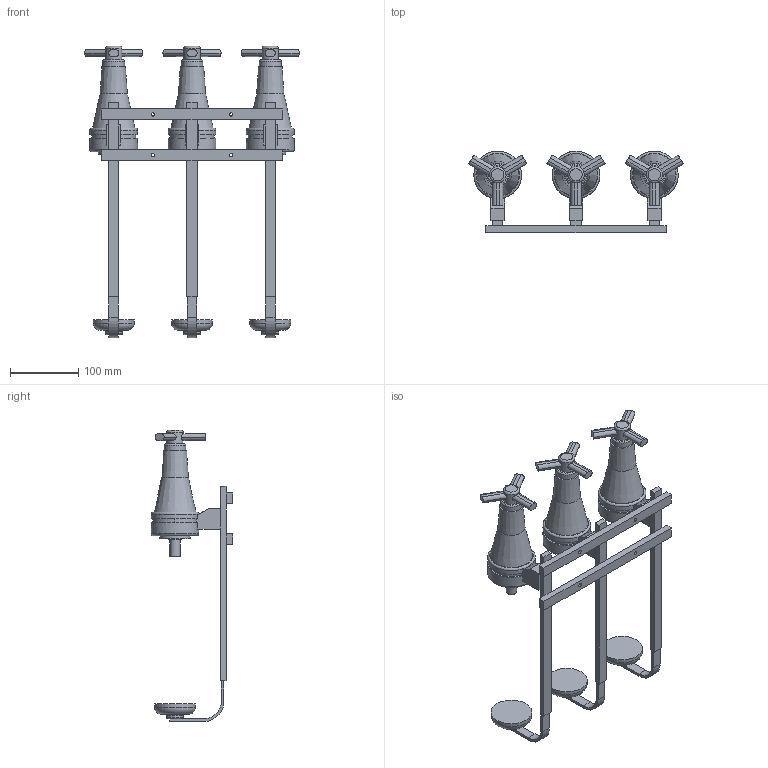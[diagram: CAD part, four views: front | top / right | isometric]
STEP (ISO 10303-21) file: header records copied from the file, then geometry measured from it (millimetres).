
FILE_DESCRIPTION(('HOOPS Exchange Step'),'2;1');
FILE_NAME('BarBot.step','2018-08-20T11:10:41+00:00',('SYSTEM'),('Unknown organisation'),'HOOPS Exchange 10.0','HOOPS Exchange','Unknown authorisation');
FILE_SCHEMA( ('AUTOMOTIVE_DESIGN { 1 0 10303 214 1 1 1 1 }') );
Length unit declared in the file: millimetre
Products named in the file (2): Default; BarBot
Assembly tree (1 placements, depth 2):
  BarBot
    Default
Bounding box: 315.4 x 120 x 428 mm (x, y, z)
Volume: 1361393.9 mm3; surface area: 249962.4 mm2
Topology: 12 solids, 12 shells, 289 faces, 724 edges, 479 vertices
Faces by surface type: plane 175, cylinder 81, torus 27, cone 6
Full cylindrical faces by diameter (mm): 5 x4, 15 x3, 20 x3, 24 x3, 25 x3, 32 x3, 45 x5, 60 x3, 70 x6
Entity records: 10403 total; most frequent: CARTESIAN_POINT 3133, DIRECTION 1528, ORIENTED_EDGE 1448, EDGE_CURVE 724, AXIS2_PLACEMENT_3D 572, VERTEX_POINT 479, VECTOR 384, LINE 384
